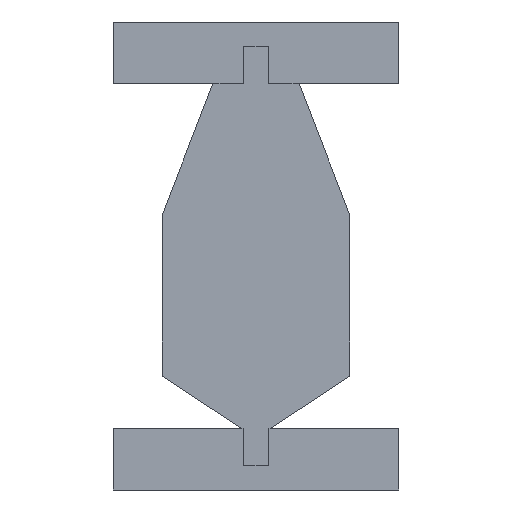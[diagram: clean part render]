
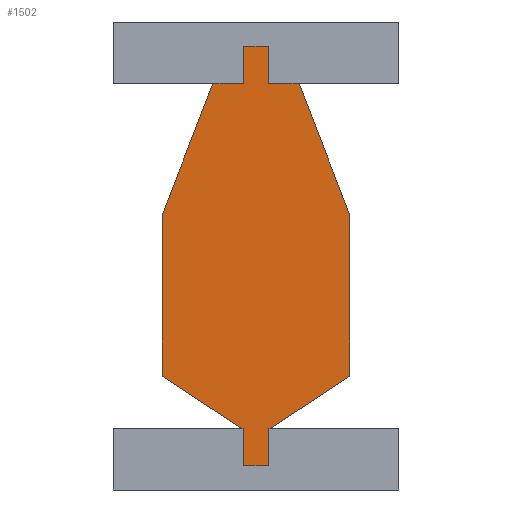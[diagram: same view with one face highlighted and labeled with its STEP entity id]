
A CAD part, front view. The second image highlights one B-rep face of the part: STEP entity #1502.
In plain terms, the highlighted planar face has unit normal (0, -1, 0).
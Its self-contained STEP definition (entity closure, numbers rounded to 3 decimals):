
#112=FACE_OUTER_BOUND('',#192,.T.);
#192=EDGE_LOOP('',(#1209,#1210,#1211,#1212,#1213,#1214,#1215,#1216,#1217,
#1218,#1219,#1220,#1221,#1222,#1223,#1224));
#231=LINE('',#2086,#425);
#269=LINE('',#2163,#463);
#272=LINE('',#2169,#466);
#274=LINE('',#2173,#468);
#277=LINE('',#2179,#471);
#280=LINE('',#2184,#474);
#282=LINE('',#2189,#476);
#286=LINE('',#2196,#480);
#288=LINE('',#2200,#482);
#335=LINE('',#2318,#529);
#337=LINE('',#2322,#531);
#339=LINE('',#2325,#533);
#340=LINE('',#2328,#534);
#342=LINE('',#2332,#536);
#344=LINE('',#2336,#538);
#346=LINE('',#2339,#540);
#425=VECTOR('',#1683,10.);
#463=VECTOR('',#1731,10.);
#466=VECTOR('',#1736,10.);
#468=VECTOR('',#1740,10.);
#471=VECTOR('',#1745,10.);
#474=VECTOR('',#1750,10.);
#476=VECTOR('',#1754,10.);
#480=VECTOR('',#1760,10.);
#482=VECTOR('',#1764,10.);
#529=VECTOR('',#1895,10.);
#531=VECTOR('',#1899,10.);
#533=VECTOR('',#1903,10.);
#534=VECTOR('',#1906,10.);
#536=VECTOR('',#1910,10.);
#538=VECTOR('',#1914,10.);
#540=VECTOR('',#1918,10.);
#619=VERTEX_POINT('',#2083);
#620=VERTEX_POINT('',#2085);
#653=VERTEX_POINT('',#2160);
#654=VERTEX_POINT('',#2162);
#655=VERTEX_POINT('',#2166);
#656=VERTEX_POINT('',#2168);
#657=VERTEX_POINT('',#2172);
#659=VERTEX_POINT('',#2178);
#661=VERTEX_POINT('',#2187);
#662=VERTEX_POINT('',#2188);
#665=VERTEX_POINT('',#2199);
#694=VERTEX_POINT('',#2317);
#695=VERTEX_POINT('',#2321);
#696=VERTEX_POINT('',#2327);
#697=VERTEX_POINT('',#2331);
#698=VERTEX_POINT('',#2335);
#755=EDGE_CURVE('',#620,#619,#231,.T.);
#793=EDGE_CURVE('',#654,#653,#269,.T.);
#796=EDGE_CURVE('',#656,#655,#272,.T.);
#798=EDGE_CURVE('',#655,#657,#274,.T.);
#801=EDGE_CURVE('',#657,#659,#277,.T.);
#804=EDGE_CURVE('',#659,#654,#280,.T.);
#806=EDGE_CURVE('',#661,#662,#282,.T.);
#810=EDGE_CURVE('',#662,#620,#286,.T.);
#812=EDGE_CURVE('',#665,#661,#288,.T.);
#871=EDGE_CURVE('',#619,#694,#335,.T.);
#873=EDGE_CURVE('',#694,#695,#337,.T.);
#875=EDGE_CURVE('',#695,#656,#339,.T.);
#876=EDGE_CURVE('',#653,#696,#340,.T.);
#878=EDGE_CURVE('',#696,#697,#342,.T.);
#880=EDGE_CURVE('',#698,#697,#344,.F.);
#882=EDGE_CURVE('',#698,#665,#346,.T.);
#1209=ORIENTED_EDGE('',*,*,#882,.T.);
#1210=ORIENTED_EDGE('',*,*,#812,.T.);
#1211=ORIENTED_EDGE('',*,*,#806,.T.);
#1212=ORIENTED_EDGE('',*,*,#810,.T.);
#1213=ORIENTED_EDGE('',*,*,#755,.T.);
#1214=ORIENTED_EDGE('',*,*,#871,.T.);
#1215=ORIENTED_EDGE('',*,*,#873,.T.);
#1216=ORIENTED_EDGE('',*,*,#875,.T.);
#1217=ORIENTED_EDGE('',*,*,#796,.T.);
#1218=ORIENTED_EDGE('',*,*,#798,.T.);
#1219=ORIENTED_EDGE('',*,*,#801,.T.);
#1220=ORIENTED_EDGE('',*,*,#804,.T.);
#1221=ORIENTED_EDGE('',*,*,#793,.T.);
#1222=ORIENTED_EDGE('',*,*,#876,.T.);
#1223=ORIENTED_EDGE('',*,*,#878,.T.);
#1224=ORIENTED_EDGE('',*,*,#880,.F.);
#1424=PLANE('',#1633);
#1502=ADVANCED_FACE('',(#112),#1424,.F.);
#1633=AXIS2_PLACEMENT_3D('',#2340,#1919,#1920);
#1683=DIRECTION('',(-1.,0.,0.));
#1731=DIRECTION('',(1.,0.,0.));
#1736=DIRECTION('',(1.,0.,0.));
#1740=DIRECTION('',(0.,0.,-1.));
#1745=DIRECTION('',(1.,0.,0.));
#1750=DIRECTION('',(0.,0.,1.));
#1754=DIRECTION('',(-1.,0.,0.));
#1760=DIRECTION('',(0.,0.,-1.));
#1764=DIRECTION('',(0.,0.,1.));
#1895=DIRECTION('',(-0.359,0.,-0.933));
#1899=DIRECTION('',(0.,0.,-1.));
#1903=DIRECTION('',(0.836,0.,-0.549));
#1906=DIRECTION('',(0.836,0.,0.549));
#1910=DIRECTION('',(0.,0.,1.));
#1914=DIRECTION('',(-0.359,0.,0.933));
#1918=DIRECTION('',(-1.,0.,0.));
#1919=DIRECTION('center_axis',(0.,1.,0.));
#1920=DIRECTION('ref_axis',(1.,0.,0.));
#2083=CARTESIAN_POINT('',(-22.06,-3.,184.425));
#2085=CARTESIAN_POINT('',(-6.35,-3.,184.425));
#2086=CARTESIAN_POINT('',(-10.,-3.,184.425));
#2160=CARTESIAN_POINT('',(7.248,-3.,8.025));
#2162=CARTESIAN_POINT('',(6.35,-3.,8.025));
#2163=CARTESIAN_POINT('',(3.175,-3.,8.025));
#2166=CARTESIAN_POINT('',(-6.35,-3.,8.025));
#2168=CARTESIAN_POINT('',(-7.248,-3.,8.025));
#2169=CARTESIAN_POINT('',(3.175,-3.,8.025));
#2172=CARTESIAN_POINT('',(-6.35,-3.,-11.025));
#2173=CARTESIAN_POINT('',(-6.35,-3.,8.025));
#2178=CARTESIAN_POINT('',(6.35,-3.,-11.025));
#2179=CARTESIAN_POINT('',(-6.35,-3.,-11.025));
#2184=CARTESIAN_POINT('',(6.35,-3.,-11.025));
#2187=CARTESIAN_POINT('',(6.35,-3.,203.475));
#2188=CARTESIAN_POINT('',(-6.35,-3.,203.475));
#2189=CARTESIAN_POINT('',(6.35,-3.,203.475));
#2196=CARTESIAN_POINT('',(-6.35,-3.,203.475));
#2199=CARTESIAN_POINT('',(6.35,-3.,184.425));
#2200=CARTESIAN_POINT('',(6.35,-3.,184.425));
#2317=CARTESIAN_POINT('',(-48.,-3.,116.982));
#2318=CARTESIAN_POINT('',(-48.285,-3.,116.242));
#2321=CARTESIAN_POINT('',(-48.,-3.,34.807));
#2322=CARTESIAN_POINT('',(-48.,-3.,66.325));
#2325=CARTESIAN_POINT('',(-25.332,-3.,19.91));
#2327=CARTESIAN_POINT('',(48.,-3.,34.807));
#2328=CARTESIAN_POINT('',(44.657,-3.,32.61));
#2331=CARTESIAN_POINT('',(48.,-3.,116.982));
#2332=CARTESIAN_POINT('',(48.,-3.,106.325));
#2335=CARTESIAN_POINT('',(22.06,-3.,184.425));
#2336=CARTESIAN_POINT('',(35.785,-3.,148.742));
#2339=CARTESIAN_POINT('',(-10.,-3.,184.425));
#2340=CARTESIAN_POINT('Origin',(0.,-3.,96.225));
